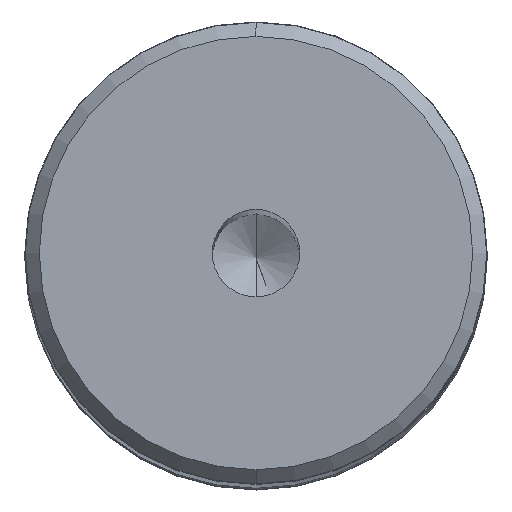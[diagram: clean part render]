
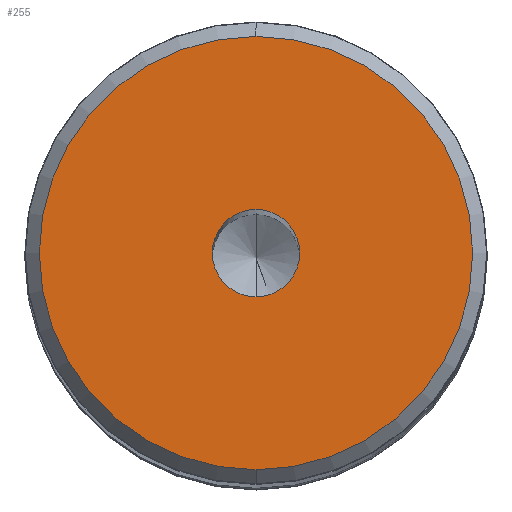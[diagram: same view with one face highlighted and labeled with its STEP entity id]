
A CAD part, top view. The second image highlights one B-rep face of the part: STEP entity #255.
In plain terms, the highlighted planar face has unit normal (0, 0, 1).
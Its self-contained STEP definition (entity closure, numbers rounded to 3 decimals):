
#255=ADVANCED_FACE('',(#274,#275),#265,.F.);
#265=PLANE('',#1031);
#274=FACE_BOUND('',#331,.T.);
#275=FACE_BOUND('',#332,.T.);
#331=EDGE_LOOP('',(#551,#552));
#332=EDGE_LOOP('',(#553,#554));
#551=ORIENTED_EDGE('',*,*,#739,.F.);
#552=ORIENTED_EDGE('',*,*,#743,.F.);
#553=ORIENTED_EDGE('',*,*,#744,.F.);
#554=ORIENTED_EDGE('',*,*,#745,.F.);
#628=VERTEX_POINT('',#1593);
#629=VERTEX_POINT('',#1595);
#631=VERTEX_POINT('',#1605);
#632=VERTEX_POINT('',#1606);
#739=EDGE_CURVE('',#628,#629,#828,.T.);
#743=EDGE_CURVE('',#629,#628,#831,.T.);
#744=EDGE_CURVE('',#631,#632,#832,.T.);
#745=EDGE_CURVE('',#632,#631,#833,.T.);
#828=CIRCLE('',#1022,14.875);
#831=CIRCLE('',#1027,14.875);
#832=CIRCLE('',#1029,3.);
#833=CIRCLE('',#1030,3.);
#1022=AXIS2_PLACEMENT_3D('',#1594,#1335,#1336);
#1027=AXIS2_PLACEMENT_3D('',#1602,#1346,#1347);
#1029=AXIS2_PLACEMENT_3D('',#1604,#1350,#1351);
#1030=AXIS2_PLACEMENT_3D('',#1607,#1352,#1353);
#1031=AXIS2_PLACEMENT_3D('',#1608,#1354,#1355);
#1335=DIRECTION('',(0.,0.,-1.));
#1336=DIRECTION('',(0.,1.,0.));
#1346=DIRECTION('',(0.,0.,-1.));
#1347=DIRECTION('',(0.,-1.,0.));
#1350=DIRECTION('',(0.,0.,1.));
#1351=DIRECTION('',(0.,-1.,0.));
#1352=DIRECTION('',(0.,0.,1.));
#1353=DIRECTION('',(0.,1.,0.));
#1354=DIRECTION('',(0.,0.,-1.));
#1355=DIRECTION('',(0.,-1.,0.));
#1593=CARTESIAN_POINT('',(0.,14.875,0.));
#1594=CARTESIAN_POINT('',(0.,0.,0.));
#1595=CARTESIAN_POINT('',(0.,-14.875,0.));
#1602=CARTESIAN_POINT('',(0.,0.,0.));
#1604=CARTESIAN_POINT('',(0.,0.,0.));
#1605=CARTESIAN_POINT('',(0.,-3.,0.));
#1606=CARTESIAN_POINT('',(0.,3.,0.));
#1607=CARTESIAN_POINT('',(0.,0.,0.));
#1608=CARTESIAN_POINT('',(0.,0.,0.));
